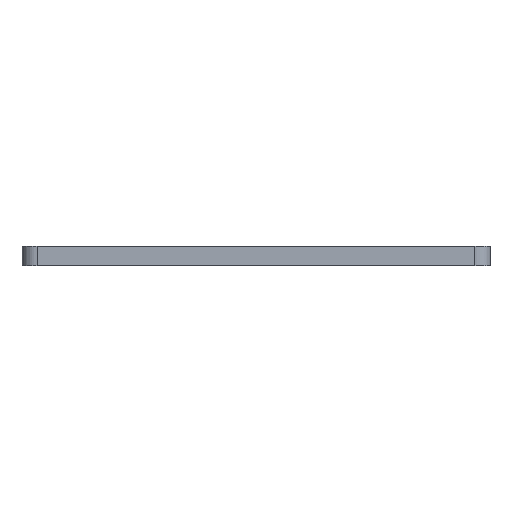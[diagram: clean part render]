
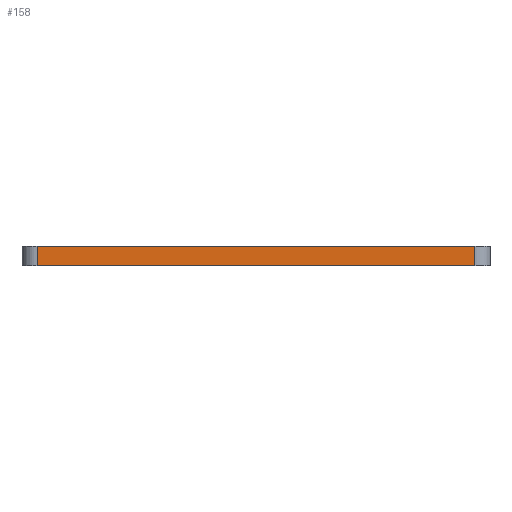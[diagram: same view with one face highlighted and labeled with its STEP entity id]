
A CAD part, front view. The second image highlights one B-rep face of the part: STEP entity #158.
In plain terms, the highlighted planar face has unit normal (0, -1, 0).
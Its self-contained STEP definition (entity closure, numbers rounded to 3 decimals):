
#43 = CYLINDRICAL_SURFACE('',#44,1.27);
#44 = AXIS2_PLACEMENT_3D('',#45,#46,#47);
#45 = CARTESIAN_POINT('',(48.26,21.59,0.));
#46 = DIRECTION('',(0.,0.,-1.));
#47 = DIRECTION('',(-1.,0.,0.));
#68 = VERTEX_POINT('',#69);
#69 = CARTESIAN_POINT('',(48.26,20.32,1.646));
#84 = PLANE('',#85);
#85 = AXIS2_PLACEMENT_3D('',#86,#87,#88);
#86 = CARTESIAN_POINT('',(46.99,21.59,1.646));
#87 = DIRECTION('',(0.,0.,-1.));
#88 = DIRECTION('',(-1.,0.,0.));
#100 = EDGE_CURVE('',#101,#68,#103,.T.);
#101 = VERTEX_POINT('',#102);
#102 = CARTESIAN_POINT('',(48.26,20.32,0.));
#103 = SURFACE_CURVE('',#104,(#108,#115),.PCURVE_S1.);
#104 = LINE('',#105,#106);
#105 = CARTESIAN_POINT('',(48.26,20.32,0.));
#106 = VECTOR('',#107,1.);
#107 = DIRECTION('',(0.,0.,1.));
#108 = PCURVE('',#43,#109);
#109 = DEFINITIONAL_REPRESENTATION('',(#110),#114);
#110 = LINE('',#111,#112);
#111 = CARTESIAN_POINT('',(-1.571,0.));
#112 = VECTOR('',#113,1.);
#113 = DIRECTION('',(0.,-1.));
#114 = ( GEOMETRIC_REPRESENTATION_CONTEXT(2) 
PARAMETRIC_REPRESENTATION_CONTEXT() REPRESENTATION_CONTEXT('2D SPACE',''
  ) );
#115 = PCURVE('',#116,#121);
#116 = PLANE('',#117);
#117 = AXIS2_PLACEMENT_3D('',#118,#119,#120);
#118 = CARTESIAN_POINT('',(48.26,20.32,0.));
#119 = DIRECTION('',(0.,1.,0.));
#120 = DIRECTION('',(1.,0.,0.));
#121 = DEFINITIONAL_REPRESENTATION('',(#122),#126);
#122 = LINE('',#123,#124);
#123 = CARTESIAN_POINT('',(0.,0.));
#124 = VECTOR('',#125,1.);
#125 = DIRECTION('',(0.,-1.));
#126 = ( GEOMETRIC_REPRESENTATION_CONTEXT(2) 
PARAMETRIC_REPRESENTATION_CONTEXT() REPRESENTATION_CONTEXT('2D SPACE',''
  ) );
#143 = PLANE('',#144);
#144 = AXIS2_PLACEMENT_3D('',#145,#146,#147);
#145 = CARTESIAN_POINT('',(46.99,21.59,0.));
#146 = DIRECTION('',(0.,0.,-1.));
#147 = DIRECTION('',(-1.,0.,0.));
#158 = ADVANCED_FACE('',(#159),#116,.F.);
#159 = FACE_BOUND('',#160,.F.);
#160 = EDGE_LOOP('',(#161,#162,#185,#213));
#161 = ORIENTED_EDGE('',*,*,#100,.T.);
#162 = ORIENTED_EDGE('',*,*,#163,.T.);
#163 = EDGE_CURVE('',#68,#164,#166,.T.);
#164 = VERTEX_POINT('',#165);
#165 = CARTESIAN_POINT('',(85.09,20.32,1.646));
#166 = SURFACE_CURVE('',#167,(#171,#178),.PCURVE_S1.);
#167 = LINE('',#168,#169);
#168 = CARTESIAN_POINT('',(48.26,20.32,1.646));
#169 = VECTOR('',#170,1.);
#170 = DIRECTION('',(1.,0.,0.));
#171 = PCURVE('',#116,#172);
#172 = DEFINITIONAL_REPRESENTATION('',(#173),#177);
#173 = LINE('',#174,#175);
#174 = CARTESIAN_POINT('',(0.,-1.646));
#175 = VECTOR('',#176,1.);
#176 = DIRECTION('',(1.,0.));
#177 = ( GEOMETRIC_REPRESENTATION_CONTEXT(2) 
PARAMETRIC_REPRESENTATION_CONTEXT() REPRESENTATION_CONTEXT('2D SPACE',''
  ) );
#178 = PCURVE('',#84,#179);
#179 = DEFINITIONAL_REPRESENTATION('',(#180),#184);
#180 = LINE('',#181,#182);
#181 = CARTESIAN_POINT('',(-1.27,-1.27));
#182 = VECTOR('',#183,1.);
#183 = DIRECTION('',(-1.,0.));
#184 = ( GEOMETRIC_REPRESENTATION_CONTEXT(2) 
PARAMETRIC_REPRESENTATION_CONTEXT() REPRESENTATION_CONTEXT('2D SPACE',''
  ) );
#185 = ORIENTED_EDGE('',*,*,#186,.F.);
#186 = EDGE_CURVE('',#187,#164,#189,.T.);
#187 = VERTEX_POINT('',#188);
#188 = CARTESIAN_POINT('',(85.09,20.32,0.));
#189 = SURFACE_CURVE('',#190,(#194,#201),.PCURVE_S1.);
#190 = LINE('',#191,#192);
#191 = CARTESIAN_POINT('',(85.09,20.32,0.));
#192 = VECTOR('',#193,1.);
#193 = DIRECTION('',(0.,0.,1.));
#194 = PCURVE('',#116,#195);
#195 = DEFINITIONAL_REPRESENTATION('',(#196),#200);
#196 = LINE('',#197,#198);
#197 = CARTESIAN_POINT('',(36.83,0.));
#198 = VECTOR('',#199,1.);
#199 = DIRECTION('',(0.,-1.));
#200 = ( GEOMETRIC_REPRESENTATION_CONTEXT(2) 
PARAMETRIC_REPRESENTATION_CONTEXT() REPRESENTATION_CONTEXT('2D SPACE',''
  ) );
#201 = PCURVE('',#202,#207);
#202 = CYLINDRICAL_SURFACE('',#203,1.15);
#203 = AXIS2_PLACEMENT_3D('',#204,#205,#206);
#204 = CARTESIAN_POINT('',(85.217,21.463,0.));
#205 = DIRECTION('',(0.,0.,-1.));
#206 = DIRECTION('',(-0.11,-0.994,0.));
#207 = DEFINITIONAL_REPRESENTATION('',(#208),#212);
#208 = LINE('',#209,#210);
#209 = CARTESIAN_POINT('',(0.,0.));
#210 = VECTOR('',#211,1.);
#211 = DIRECTION('',(0.,-1.));
#212 = ( GEOMETRIC_REPRESENTATION_CONTEXT(2) 
PARAMETRIC_REPRESENTATION_CONTEXT() REPRESENTATION_CONTEXT('2D SPACE',''
  ) );
#213 = ORIENTED_EDGE('',*,*,#214,.F.);
#214 = EDGE_CURVE('',#101,#187,#215,.T.);
#215 = SURFACE_CURVE('',#216,(#220,#227),.PCURVE_S1.);
#216 = LINE('',#217,#218);
#217 = CARTESIAN_POINT('',(48.26,20.32,0.));
#218 = VECTOR('',#219,1.);
#219 = DIRECTION('',(1.,0.,0.));
#220 = PCURVE('',#116,#221);
#221 = DEFINITIONAL_REPRESENTATION('',(#222),#226);
#222 = LINE('',#223,#224);
#223 = CARTESIAN_POINT('',(0.,0.));
#224 = VECTOR('',#225,1.);
#225 = DIRECTION('',(1.,0.));
#226 = ( GEOMETRIC_REPRESENTATION_CONTEXT(2) 
PARAMETRIC_REPRESENTATION_CONTEXT() REPRESENTATION_CONTEXT('2D SPACE',''
  ) );
#227 = PCURVE('',#143,#228);
#228 = DEFINITIONAL_REPRESENTATION('',(#229),#233);
#229 = LINE('',#230,#231);
#230 = CARTESIAN_POINT('',(-1.27,-1.27));
#231 = VECTOR('',#232,1.);
#232 = DIRECTION('',(-1.,0.));
#233 = ( GEOMETRIC_REPRESENTATION_CONTEXT(2) 
PARAMETRIC_REPRESENTATION_CONTEXT() REPRESENTATION_CONTEXT('2D SPACE',''
  ) );
